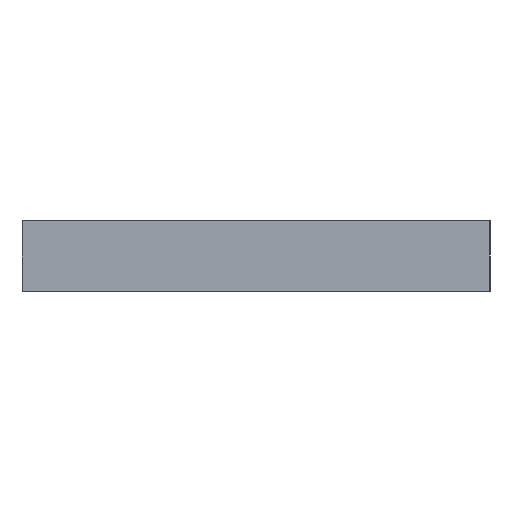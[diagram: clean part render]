
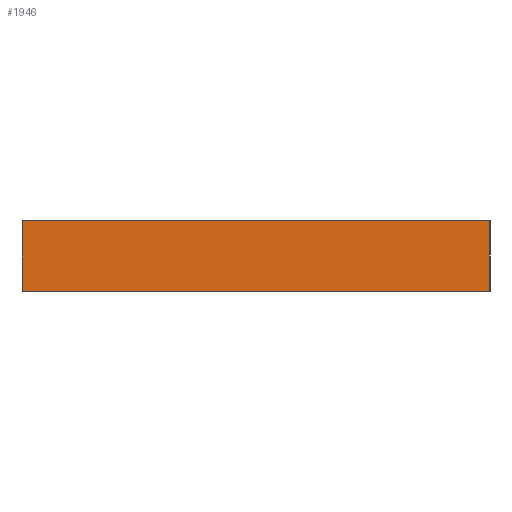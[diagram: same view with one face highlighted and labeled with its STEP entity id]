
A CAD part, left-side view. The second image highlights one B-rep face of the part: STEP entity #1946.
In plain terms, the highlighted planar face has unit normal (-1, 0, 0).
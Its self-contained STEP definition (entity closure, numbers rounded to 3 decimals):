
#49=PLANE('',#1989);
#155=FACE_OUTER_BOUND('',#268,.T.);
#268=EDGE_LOOP('',(#1757,#1758,#1759,#1760));
#396=LINE('',#4066,#533);
#402=LINE('',#4080,#539);
#405=LINE('',#4085,#542);
#406=LINE('',#4087,#543);
#533=VECTOR('',#2163,10.);
#539=VECTOR('',#2175,10.);
#542=VECTOR('',#2182,10.);
#543=VECTOR('',#2185,10.);
#885=VERTEX_POINT('',#4063);
#886=VERTEX_POINT('',#4065);
#888=VERTEX_POINT('',#4073);
#891=VERTEX_POINT('',#4078);
#1172=EDGE_CURVE('',#885,#886,#396,.T.);
#1178=EDGE_CURVE('',#891,#888,#402,.T.);
#1181=EDGE_CURVE('',#886,#891,#405,.T.);
#1182=EDGE_CURVE('',#885,#888,#406,.T.);
#1757=ORIENTED_EDGE('',*,*,#1182,.T.);
#1758=ORIENTED_EDGE('',*,*,#1178,.F.);
#1759=ORIENTED_EDGE('',*,*,#1181,.F.);
#1760=ORIENTED_EDGE('',*,*,#1172,.F.);
#1946=ADVANCED_FACE('',(#155),#49,.F.);
#1989=AXIS2_PLACEMENT_3D('',#4086,#2183,#2184);
#2163=DIRECTION('',(0.,-1.,0.));
#2175=DIRECTION('',(0.,1.,0.));
#2182=DIRECTION('',(0.,0.,-1.));
#2183=DIRECTION('center_axis',(1.,0.,0.));
#2184=DIRECTION('ref_axis',(0.,0.,-1.));
#2185=DIRECTION('',(0.,0.,-1.));
#4063=CARTESIAN_POINT('',(-7.5,5.,1.5));
#4065=CARTESIAN_POINT('',(-7.5,-5.,1.5));
#4066=CARTESIAN_POINT('',(-7.5,0.,1.5));
#4073=CARTESIAN_POINT('',(-7.5,5.,0.));
#4078=CARTESIAN_POINT('',(-7.5,-5.,0.));
#4080=CARTESIAN_POINT('',(-7.5,0.,0.));
#4085=CARTESIAN_POINT('',(-7.5,-5.,0.75));
#4086=CARTESIAN_POINT('Origin',(-7.5,0.,0.75));
#4087=CARTESIAN_POINT('',(-7.5,5.,0.75));
